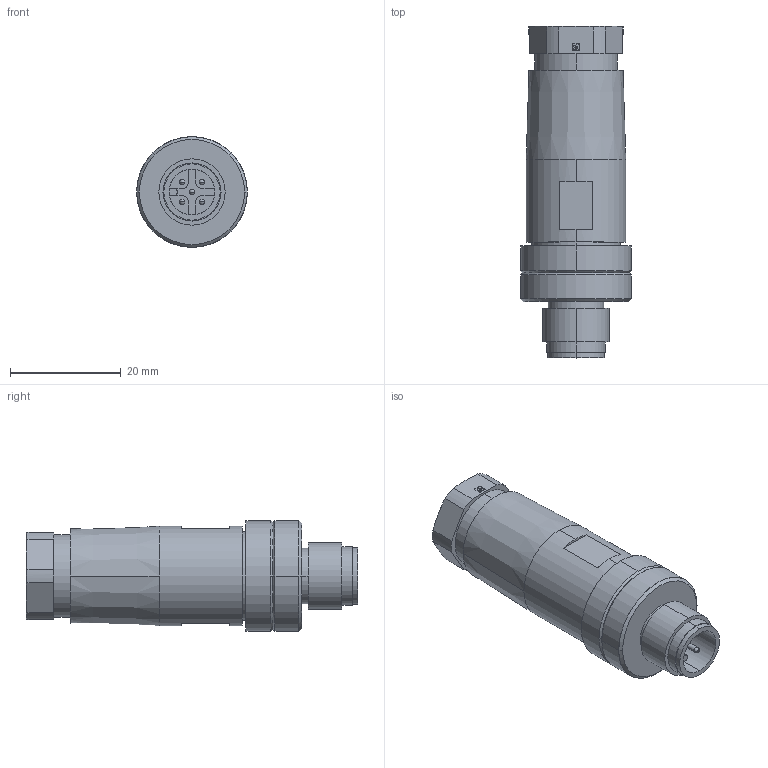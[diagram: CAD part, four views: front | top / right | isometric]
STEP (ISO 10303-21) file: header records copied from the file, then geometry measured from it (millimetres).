
FILE_DESCRIPTION(('SolidDesigner STEP Export'),'2;1');
FILE_NAME('1681460.stp','2009-02-09T16:03:15',(''),(''),'CoCreate Modeling STEP processor for AP214 (Solid Model)','CoCreate Modeling 16.00A 16-Aug-2008 (C) Parametric Technology GmbH','');
FILE_SCHEMA(('AUTOMOTIVE_DESIGN { 1 0 10303 214 1 1 1 1 }'));
Length unit declared in the file: millimetre
Products named in the file (1): 1681460
Bounding box: 20.05 x 60 x 20.05 mm (x, y, z)
Volume: 12379 mm3; surface area: 4678.2 mm2
Topology: 1 solids, 1 shells, 149 faces, 378 edges, 242 vertices
Faces by surface type: cylinder 67, plane 56, cone 16, sphere 10
Entity records: 5214 total; most frequent: ORIENTED_EDGE 736, CARTESIAN_POINT 684, DIRECTION 643, EDGE_CURVE 368, VERTEX_POINT 242, AXIS2_PLACEMENT_3D 240, EDGE_LOOP 170, VECTOR 163
